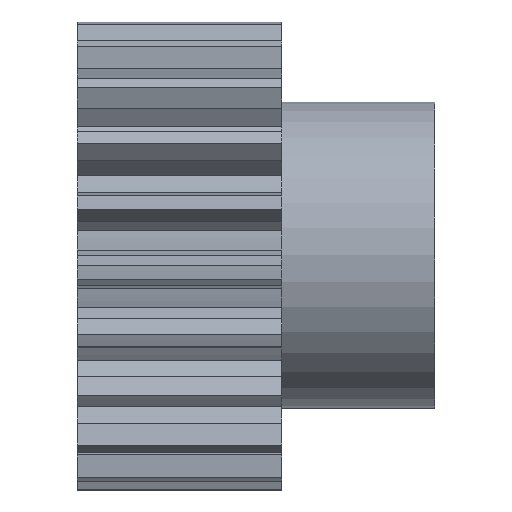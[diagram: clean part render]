
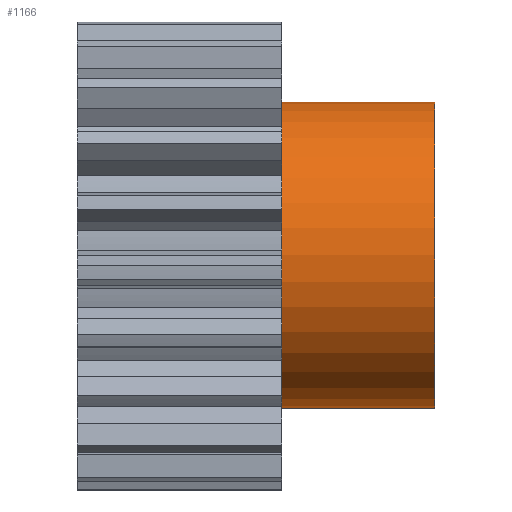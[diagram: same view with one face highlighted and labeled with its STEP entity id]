
A CAD part, top view. The second image highlights one B-rep face of the part: STEP entity #1166.
In plain terms, the highlighted cylindrical face has radius 15 mm (diameter 30 mm), a partial arc.
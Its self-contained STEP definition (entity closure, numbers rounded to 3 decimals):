
#1024 = VERTEX_POINT( '', #2628 );
#1026 = VERTEX_POINT( '', #2630 );
#1046 = EDGE_CURVE( '', #1878, #1024, #2651, .T. );
#1166 = ADVANCED_FACE( '', ( #2784 ), #2785, .T. );
#1200 = VERTEX_POINT( '', #2823 );
#1268 = EDGE_CURVE( '', #1026, #1200, #2898, .T. );
#1870 = EDGE_CURVE( '', #1878, #1026, #3553, .T. );
#1878 = VERTEX_POINT( '', #3561 );
#2110 = EDGE_CURVE( '', #1200, #1024, #3810, .T. );
#2628 = CARTESIAN_POINT( '', ( 10., 15., 0. ) );
#2630 = CARTESIAN_POINT( '', ( 25., -15., 0. ) );
#2651 = CIRCLE( '', #4452, 15. );
#2784 = FACE_OUTER_BOUND( '', #4635, .T. );
#2785 = CYLINDRICAL_SURFACE( '', #4636, 15. );
#2823 = CARTESIAN_POINT( '', ( 25., 15., 0. ) );
#2898 = CIRCLE( '', #4791, 15. );
#3553 = LINE( '', #5707, #5708 );
#3561 = CARTESIAN_POINT( '', ( 10., -15., 0. ) );
#3810 = LINE( '', #6063, #6064 );
#4452 = AXIS2_PLACEMENT_3D( '', #6857, #6858, #6859 );
#4635 = EDGE_LOOP( '', ( #6992, #6993, #6994, #6995 ) );
#4636 = AXIS2_PLACEMENT_3D( '', #6996, #6997, #6998 );
#4791 = AXIS2_PLACEMENT_3D( '', #7120, #7121, #7122 );
#5707 = CARTESIAN_POINT( '', ( 17.5, -15., 0. ) );
#5708 = VECTOR( '', #7766, 1. );
#6063 = CARTESIAN_POINT( '', ( 17.5, 15., 0. ) );
#6064 = VECTOR( '', #7999, 1. );
#6857 = CARTESIAN_POINT( '', ( 10., 0., 0. ) );
#6858 = DIRECTION( '', ( -1., 0., 0. ) );
#6859 = DIRECTION( '', ( 0., 1., 0. ) );
#6992 = ORIENTED_EDGE( '', *, *, #2110, .T. );
#6993 = ORIENTED_EDGE( '', *, *, #1046, .F. );
#6994 = ORIENTED_EDGE( '', *, *, #1870, .T. );
#6995 = ORIENTED_EDGE( '', *, *, #1268, .T. );
#6996 = CARTESIAN_POINT( '', ( 17.5, 0., 0. ) );
#6997 = DIRECTION( '', ( 1., 0., 0. ) );
#6998 = DIRECTION( '', ( 0., 1., 0. ) );
#7120 = CARTESIAN_POINT( '', ( 25., 0., 0. ) );
#7121 = DIRECTION( '', ( -1., 0., 0. ) );
#7122 = DIRECTION( '', ( 0., 1., 0. ) );
#7766 = DIRECTION( '', ( 1., 0., 0. ) );
#7999 = DIRECTION( '', ( -1., 0., 0. ) );
